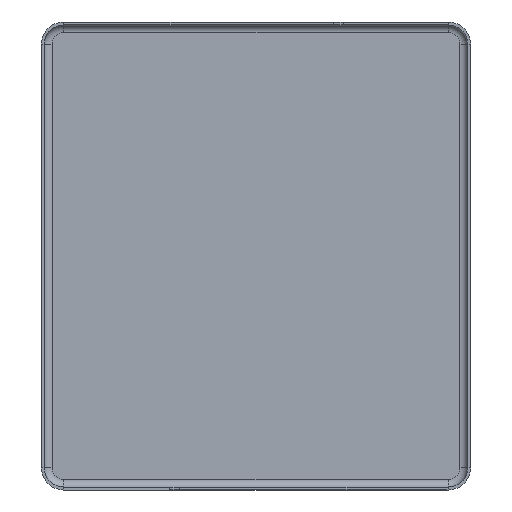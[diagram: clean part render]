
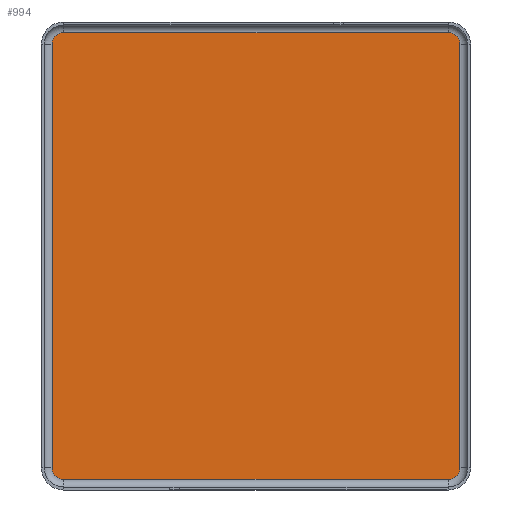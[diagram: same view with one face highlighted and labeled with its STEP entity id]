
A CAD part, front view. The second image highlights one B-rep face of the part: STEP entity #994.
In plain terms, the highlighted planar face has unit normal (0, -1, 0).
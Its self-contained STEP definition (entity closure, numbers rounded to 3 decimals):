
#20 = AXIS2_PLACEMENT_3D ( 'NONE', #222, #556, #869 ) ;
#23 = EDGE_CURVE ( 'NONE', #1035, #1004, #1198, .T. ) ;
#24 = FACE_OUTER_BOUND ( 'NONE', #830, .T. ) ;
#102 = CARTESIAN_POINT ( 'NONE',  ( 19.85, -0.3, 23.05 ) ) ;
#109 = VERTEX_POINT ( 'NONE', #185 ) ;
#115 = CIRCLE ( 'NONE', #197, 1.2 ) ;
#142 = VERTEX_POINT ( 'NONE', #973 ) ;
#151 = EDGE_CURVE ( 'NONE', #467, #142, #1052, .T. ) ;
#168 = DIRECTION ( 'NONE',  ( 0., 0., -1. ) ) ;
#185 = CARTESIAN_POINT ( 'NONE',  ( 19.85, -0.3, -23.05 ) ) ;
#197 = AXIS2_PLACEMENT_3D ( 'NONE', #357, #244, #365 ) ;
#200 = LINE ( 'NONE', #479, #759 ) ;
#222 = CARTESIAN_POINT ( 'NONE',  ( -19.85, -0.3, 21.85 ) ) ;
#244 = DIRECTION ( 'NONE',  ( 0., 1., 0. ) ) ;
#245 = EDGE_CURVE ( 'NONE', #516, #1089, #923, .T. ) ;
#259 = AXIS2_PLACEMENT_3D ( 'NONE', #1090, #874, #168 ) ;
#271 = ORIENTED_EDGE ( 'NONE', *, *, #772, .F. ) ;
#279 = DIRECTION ( 'NONE',  ( 1., 0., 0. ) ) ;
#322 = AXIS2_PLACEMENT_3D ( 'NONE', #726, #1063, #406 ) ;
#330 = DIRECTION ( 'NONE',  ( -1., 0., 0. ) ) ;
#357 = CARTESIAN_POINT ( 'NONE',  ( 19.85, -0.3, -21.85 ) ) ;
#365 = DIRECTION ( 'NONE',  ( 0., 0., 1. ) ) ;
#387 = CARTESIAN_POINT ( 'NONE',  ( -19.85, -0.3, 23.05 ) ) ;
#406 = DIRECTION ( 'NONE',  ( 0., 0., 1. ) ) ;
#467 = VERTEX_POINT ( 'NONE', #902 ) ;
#473 = VECTOR ( 'NONE', #279, 1000. ) ;
#479 = CARTESIAN_POINT ( 'NONE',  ( -21.05, -0.3, -21.85 ) ) ;
#493 = DIRECTION ( 'NONE',  ( 0., 0., -1. ) ) ;
#498 = ORIENTED_EDGE ( 'NONE', *, *, #1318, .F. ) ;
#516 = VERTEX_POINT ( 'NONE', #890 ) ;
#522 = ORIENTED_EDGE ( 'NONE', *, *, #854, .F. ) ;
#541 = PLANE ( 'NONE',  #259 ) ;
#556 = DIRECTION ( 'NONE',  ( 0., 1., 0. ) ) ;
#559 = CARTESIAN_POINT ( 'NONE',  ( 19.85, -0.3, -23.05 ) ) ;
#630 = DIRECTION ( 'NONE',  ( 0., 1., 0. ) ) ;
#726 = CARTESIAN_POINT ( 'NONE',  ( 19.85, -0.3, 21.85 ) ) ;
#759 = VECTOR ( 'NONE', #911, 1000. ) ;
#761 = EDGE_CURVE ( 'NONE', #1341, #109, #115, .T. ) ;
#772 = EDGE_CURVE ( 'NONE', #142, #516, #200, .T. ) ;
#830 = EDGE_LOOP ( 'NONE', ( #1069, #498, #833, #271, #862, #1134, #1181, #522 ) ) ;
#833 = ORIENTED_EDGE ( 'NONE', *, *, #245, .F. ) ;
#854 = EDGE_CURVE ( 'NONE', #1004, #1341, #921, .T. ) ;
#862 = ORIENTED_EDGE ( 'NONE', *, *, #151, .F. ) ;
#869 = DIRECTION ( 'NONE',  ( 0., 0., 1. ) ) ;
#874 = DIRECTION ( 'NONE',  ( 0., -1., 0. ) ) ;
#890 = CARTESIAN_POINT ( 'NONE',  ( -21.05, -0.3, 21.85 ) ) ;
#902 = CARTESIAN_POINT ( 'NONE',  ( -19.85, -0.3, -23.05 ) ) ;
#907 = LINE ( 'NONE', #559, #1172 ) ;
#911 = DIRECTION ( 'NONE',  ( 0., 0., 1. ) ) ;
#921 = LINE ( 'NONE', #1277, #1330 ) ;
#923 = CIRCLE ( 'NONE', #20, 1.2 ) ;
#942 = CARTESIAN_POINT ( 'NONE',  ( 21.05, -0.3, -21.85 ) ) ;
#973 = CARTESIAN_POINT ( 'NONE',  ( -21.05, -0.3, -21.85 ) ) ;
#994 = ADVANCED_FACE ( 'NONE', ( #24 ), #541, .T. ) ;
#1004 = VERTEX_POINT ( 'NONE', #1196 ) ;
#1035 = VERTEX_POINT ( 'NONE', #102 ) ;
#1052 = CIRCLE ( 'NONE', #1361, 1.2 ) ;
#1063 = DIRECTION ( 'NONE',  ( 0., 1., 0. ) ) ;
#1069 = ORIENTED_EDGE ( 'NONE', *, *, #23, .F. ) ;
#1089 = VERTEX_POINT ( 'NONE', #1439 ) ;
#1090 = CARTESIAN_POINT ( 'NONE',  ( 19.85, -0.3, 21.85 ) ) ;
#1134 = ORIENTED_EDGE ( 'NONE', *, *, #1142, .F. ) ;
#1142 = EDGE_CURVE ( 'NONE', #109, #467, #907, .T. ) ;
#1172 = VECTOR ( 'NONE', #330, 1000. ) ;
#1181 = ORIENTED_EDGE ( 'NONE', *, *, #761, .F. ) ;
#1196 = CARTESIAN_POINT ( 'NONE',  ( 21.05, -0.3, 21.85 ) ) ;
#1198 = CIRCLE ( 'NONE', #322, 1.2 ) ;
#1277 = CARTESIAN_POINT ( 'NONE',  ( 21.05, -0.3, 21.85 ) ) ;
#1291 = CARTESIAN_POINT ( 'NONE',  ( -19.85, -0.3, -21.85 ) ) ;
#1318 = EDGE_CURVE ( 'NONE', #1089, #1035, #1414, .T. ) ;
#1330 = VECTOR ( 'NONE', #493, 1000. ) ;
#1341 = VERTEX_POINT ( 'NONE', #942 ) ;
#1361 = AXIS2_PLACEMENT_3D ( 'NONE', #1291, #630, #1391 ) ;
#1391 = DIRECTION ( 'NONE',  ( 0., 0., 1. ) ) ;
#1414 = LINE ( 'NONE', #387, #473 ) ;
#1439 = CARTESIAN_POINT ( 'NONE',  ( -19.85, -0.3, 23.05 ) ) ;
